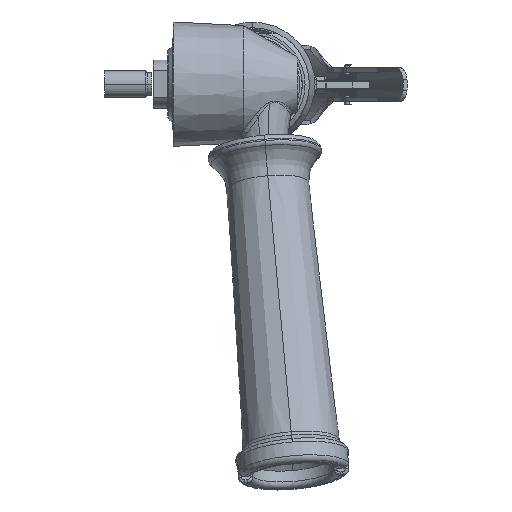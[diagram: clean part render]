
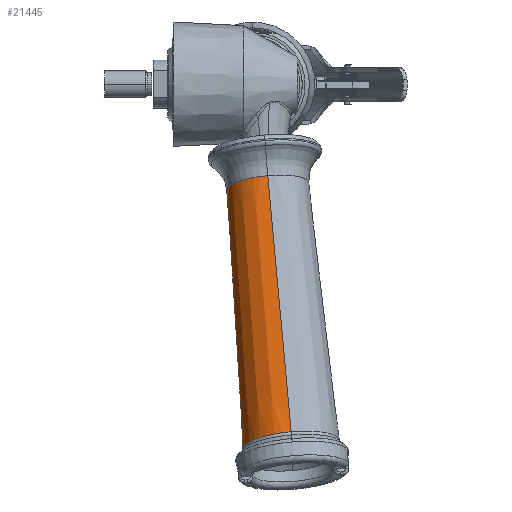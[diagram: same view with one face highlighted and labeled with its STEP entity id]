
A CAD part, top view. The second image highlights one B-rep face of the part: STEP entity #21445.
In plain terms, the highlighted conical face has half-angle 1.531 degrees and reference radius 15.815 mm.
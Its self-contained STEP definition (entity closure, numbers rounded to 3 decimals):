
#18683=CARTESIAN_POINT('',(5.343,-36.077,
87.667));
#18684=DIRECTION('',(0.087,-0.962,0.258));
#18685=DIRECTION('',(0.,0.259,0.966));
#18686=AXIS2_PLACEMENT_3D('',#18683,#18684,#18685);
#18688=DIRECTION('',(-0.087,0.955,-0.284));
#18689=VECTOR('',#18688,94.6);
#18690=CARTESIAN_POINT('',(13.585,-122.653,
128.546));
#18691=LINE('',#18690,#18689);
#18692=DIRECTION('',(-0.087,0.969,-0.232));
#18693=VECTOR('',#18692,94.6);
#18694=CARTESIAN_POINT('',(13.585,-131.494,
95.552));
#18695=LINE('',#18694,#18693);
#18696=CARTESIAN_POINT('',(13.585,-127.073,
112.049));
#18697=DIRECTION('',(-0.087,0.962,-0.258));
#18698=DIRECTION('',(0.,-0.259,-0.966));
#18699=AXIS2_PLACEMENT_3D('',#18696,#18697,#18698);
#18883=CARTESIAN_POINT('',(13.585,-131.494,
95.552));
#18884=CARTESIAN_POINT('',(13.585,-122.653,
128.546));
#18885=VERTEX_POINT('',#18883);
#18886=VERTEX_POINT('',#18884);
#18895=CARTESIAN_POINT('',(5.343,-39.844,
73.611));
#18896=CARTESIAN_POINT('',(5.343,-32.311,
101.723));
#18897=VERTEX_POINT('',#18895);
#18898=VERTEX_POINT('',#18896);
#21433=CARTESIAN_POINT('',(9.464,-81.575,
99.858));
#21434=DIRECTION('',(0.087,-0.962,0.258));
#21435=DIRECTION('',(0.,0.259,0.966));
#21436=AXIS2_PLACEMENT_3D('',#21433,#21434,#21435);
#21437=CONICAL_SURFACE('',#21436,15.815,1.531);
#21438=ORIENTED_EDGE('',*,*,#21415,.F.);
#21439=ORIENTED_EDGE('',*,*,#21311,.F.);
#21441=ORIENTED_EDGE('',*,*,#21440,.F.);
#21442=ORIENTED_EDGE('',*,*,#21308,.T.);
#21443=EDGE_LOOP('',(#21438,#21439,#21441,#21442));
#21444=FACE_OUTER_BOUND('',#21443,.F.);
#21445=ADVANCED_FACE('',(#21444),#21437,.T.);
#18687=CIRCLE('',#18686,14.551);
#18700=CIRCLE('',#18699,17.079);
#21308=EDGE_CURVE('',#18885,#18897,#18695,.T.);
#21311=EDGE_CURVE('',#18886,#18898,#18691,.T.);
#21415=EDGE_CURVE('',#18898,#18897,#18687,.T.);
#21440=EDGE_CURVE('',#18885,#18886,#18700,.T.);
